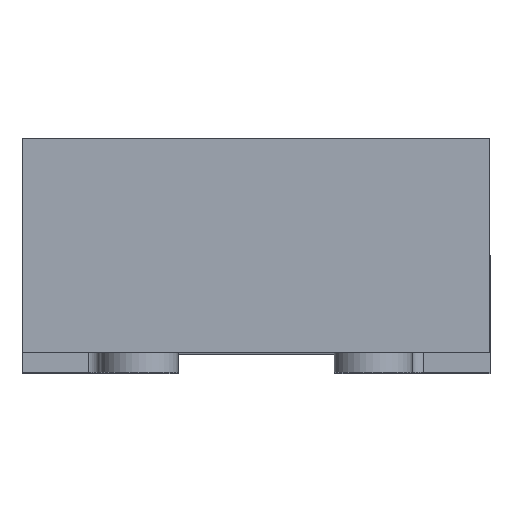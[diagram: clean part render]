
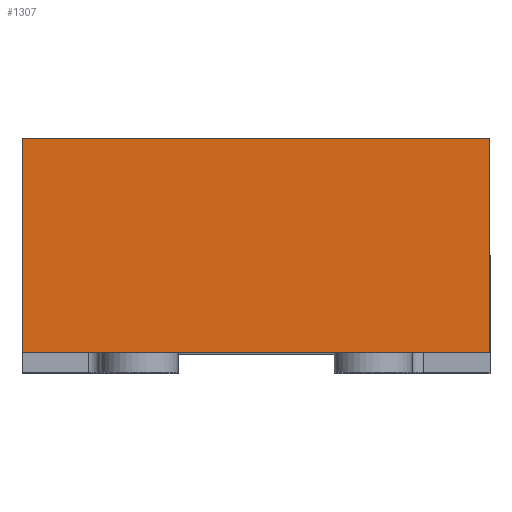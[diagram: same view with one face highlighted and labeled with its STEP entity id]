
A CAD part, top view. The second image highlights one B-rep face of the part: STEP entity #1307.
In plain terms, the highlighted planar face has unit normal (0, 0, 1).
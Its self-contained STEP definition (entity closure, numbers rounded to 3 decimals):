
#268 = ORIENTED_EDGE ( 'NONE', *, *, #1274, .T. ) ;
#346 = DIRECTION ( 'NONE',  ( 1., 0., 0. ) ) ;
#670 = CARTESIAN_POINT ( 'NONE',  ( 0.6, 3.973, 1.25 ) ) ;
#745 = LINE ( 'NONE', #670, #3492 ) ;
#828 = VECTOR ( 'NONE', #3722, 1000. ) ;
#934 = VERTEX_POINT ( 'NONE', #1020 ) ;
#1020 = CARTESIAN_POINT ( 'NONE',  ( 0.6, 0.05, 1.25 ) ) ;
#1173 = DIRECTION ( 'NONE',  ( 0., -1., 0. ) ) ;
#1200 = VERTEX_POINT ( 'NONE', #2411 ) ;
#1248 = AXIS2_PLACEMENT_3D ( 'NONE', #3826, #3107, #4188 ) ;
#1274 = EDGE_CURVE ( 'NONE', #1200, #1883, #3439, .T. ) ;
#1307 = ADVANCED_FACE ( 'NONE', ( #2031 ), #2540, .F. ) ;
#1327 = ORIENTED_EDGE ( 'NONE', *, *, #3263, .F. ) ;
#1336 = CARTESIAN_POINT ( 'NONE',  ( -0.6, 0.05, 1.25 ) ) ;
#1590 = VERTEX_POINT ( 'NONE', #2314 ) ;
#1883 = VERTEX_POINT ( 'NONE', #1336 ) ;
#1997 = VECTOR ( 'NONE', #1173, 1000. ) ;
#2031 = FACE_OUTER_BOUND ( 'NONE', #3013, .T. ) ;
#2294 = LINE ( 'NONE', #2300, #828 ) ;
#2300 = CARTESIAN_POINT ( 'NONE',  ( 0.6, 0.05, 1.25 ) ) ;
#2314 = CARTESIAN_POINT ( 'NONE',  ( 0.6, 0.6, 1.25 ) ) ;
#2411 = CARTESIAN_POINT ( 'NONE',  ( -0.6, 0.6, 1.25 ) ) ;
#2540 = PLANE ( 'NONE',  #1248 ) ;
#2991 = DIRECTION ( 'NONE',  ( 0., -1., 0. ) ) ;
#2993 = CARTESIAN_POINT ( 'NONE',  ( -0.6, 3.973, 1.25 ) ) ;
#3013 = EDGE_LOOP ( 'NONE', ( #1327, #268, #4281, #3124 ) ) ;
#3097 = EDGE_CURVE ( 'NONE', #1590, #934, #745, .T. ) ;
#3107 = DIRECTION ( 'NONE',  ( 0., 0., -1. ) ) ;
#3124 = ORIENTED_EDGE ( 'NONE', *, *, #3097, .F. ) ;
#3263 = EDGE_CURVE ( 'NONE', #1200, #1590, #3628, .T. ) ;
#3302 = CARTESIAN_POINT ( 'NONE',  ( 0.6, 0.6, 1.25 ) ) ;
#3330 = EDGE_CURVE ( 'NONE', #1883, #934, #2294, .T. ) ;
#3439 = LINE ( 'NONE', #2993, #1997 ) ;
#3492 = VECTOR ( 'NONE', #2991, 1000. ) ;
#3619 = VECTOR ( 'NONE', #346, 1000. ) ;
#3628 = LINE ( 'NONE', #3302, #3619 ) ;
#3722 = DIRECTION ( 'NONE',  ( 1., 0., 0. ) ) ;
#3826 = CARTESIAN_POINT ( 'NONE',  ( 0.6, 3.973, 1.25 ) ) ;
#4188 = DIRECTION ( 'NONE',  ( -1., 0., 0. ) ) ;
#4281 = ORIENTED_EDGE ( 'NONE', *, *, #3330, .T. ) ;
